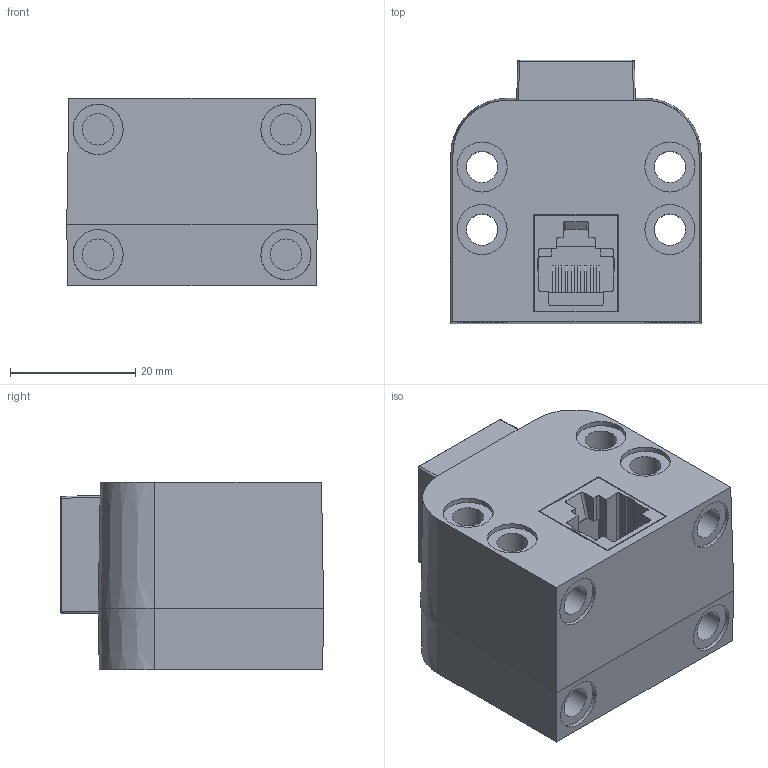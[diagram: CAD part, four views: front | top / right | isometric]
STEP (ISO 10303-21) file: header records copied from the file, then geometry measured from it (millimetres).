
FILE_DESCRIPTION(/* description */ (''),/* implementation_level */ '2;1');
FILE_NAME(/* name */ 'bubeta.stp',/* time_stamp */ '2019-06-07T13:32:33+02:00',/* author */ ('Varga Daniel'),/* organization */ (''),/* preprocessor_version */ 'ST-DEVELOPER v18',/* originating_system */ 'Autodesk Inventor 2020',/* authorisation */ '');
FILE_SCHEMA (('AUTOMOTIVE_DESIGN { 1 0 10303 214 3 1 1 }'));
Length unit declared in the file: millimetre
Products named in the file (11): BUMPER_ASM; RESSORT; BUMPER_BACK_ASM; BUCA_1; BUCA_2; BUMPER_BUTTON; ANALOG_BUTTON_ASM; BOARD; ST-1102W-7; RJ45_144-L; BUCA_4
Assembly tree (10 placements, depth 3):
  BUMPER_ASM
    RESSORT
    BUMPER_BACK_ASM
      BUCA_1
      BUCA_2
    BUMPER_BUTTON
    ANALOG_BUTTON_ASM
      BOARD
      ST-1102W-7
      RJ45_144-L
    BUCA_4
Bounding box: 40 x 42.04 x 30 mm (x, y, z)
Volume: 19720.1 mm3; surface area: 24445.1 mm2
Topology: 8 solids, 8 shells, 670 faces, 1832 edges, 1223 vertices
Faces by surface type: plane 492, cylinder 157, cone 15, bspline 6
Full cylindrical faces by diameter (mm): 0.9 x8, 1 x4, 1.4 x1, 2 x4, 3 x2, 3.25 x2, 3.5 x1, 4 x1, 5 x16, 7 x1, 7.7 x4, 8 x12
Entity records: 38614 total; most frequent: CARTESIAN_POINT 20679, ORIENTED_EDGE 3664, DIRECTION 3585, EDGE_CURVE 1832, LINE 1407, VECTOR 1407, VERTEX_POINT 1223, AXIS2_PLACEMENT_3D 1089
